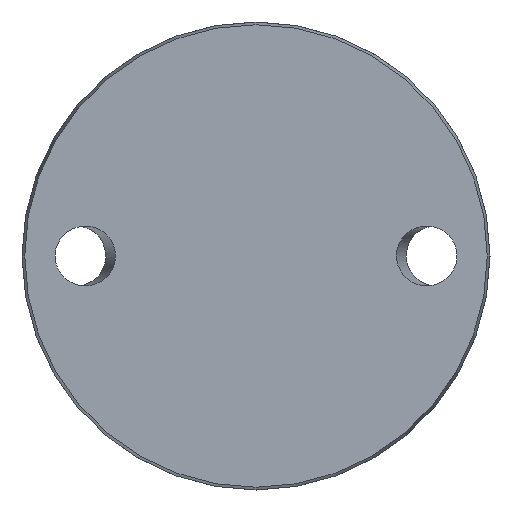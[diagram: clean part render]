
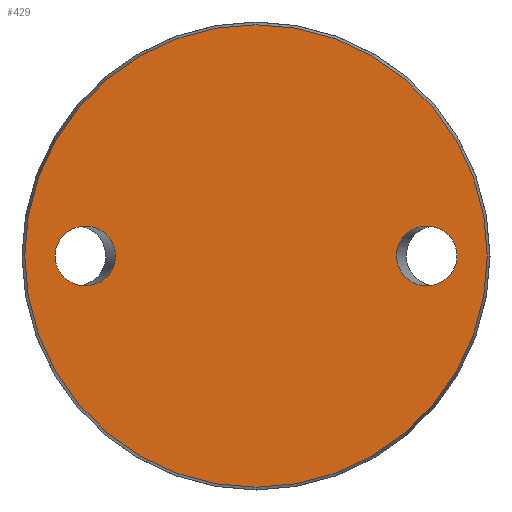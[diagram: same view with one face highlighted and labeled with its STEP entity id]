
A CAD part, front view. The second image highlights one B-rep face of the part: STEP entity #429.
In plain terms, the highlighted planar face has unit normal (0, -1, 0).
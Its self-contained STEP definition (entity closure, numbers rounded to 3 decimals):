
#69 = FACE_OUTER_BOUND ( 'NONE', #145, .T. ) ;
#76 = CARTESIAN_POINT ( 'NONE',  ( -42.087, 0., 0. ) ) ;
#81 = CARTESIAN_POINT ( 'NONE',  ( 0., 0., 0. ) ) ;
#85 = CARTESIAN_POINT ( 'NONE',  ( -29.413, 0., -12.5 ) ) ;
#118 = CARTESIAN_POINT ( 'NONE',  ( 29.413, 0., -12.5 ) ) ;
#141 = ORIENTED_EDGE ( 'NONE', *, *, #515, .T. ) ;
#145 = EDGE_LOOP ( 'NONE', ( #203 ) ) ;
#155 = DIRECTION ( 'NONE',  ( 0., 0., -1. ) ) ;
#159 = CARTESIAN_POINT ( 'NONE',  ( -42.087, 0., 12.5 ) ) ;
#163 = DIRECTION ( 'NONE',  ( 0., 0., 1. ) ) ;
#180 = CARTESIAN_POINT ( 'NONE',  ( 29.413, 0., 0. ) ) ;
#189 = CARTESIAN_POINT ( 'NONE',  ( 29.413, 0., 0. ) ) ;
#203 = ORIENTED_EDGE ( 'NONE', *, *, #501, .T. ) ;
#217 = CARTESIAN_POINT ( 'NONE',  ( -42.087, 0., 0. ) ) ;
#236 = CARTESIAN_POINT ( 'NONE',  ( -29.413, 0., 12.5 ) ) ;
#246 =( BOUNDED_CURVE ( )  B_SPLINE_CURVE ( 3, ( #189, #118, #399, #544, #642, #247, #180 ),
 .UNSPECIFIED., .T., .T. ) 
 B_SPLINE_CURVE_WITH_KNOTS ( ( 4, 3, 4 ),
 ( 0., 3.142, 6.283 ),
 .UNSPECIFIED. ) 
 CURVE ( )  GEOMETRIC_REPRESENTATION_ITEM ( )  RATIONAL_B_SPLINE_CURVE ( ( 1., 0.333, 0.333, 1., 0.333, 0.333, 1. ) ) 
 REPRESENTATION_ITEM ( '' )  );
#247 = CARTESIAN_POINT ( 'NONE',  ( 29.413, 0., 12.5 ) ) ;
#344 = VERTEX_POINT ( 'NONE', #508 ) ;
#358 = CARTESIAN_POINT ( 'NONE',  ( 0., 0., -48.425 ) ) ;
#367 = CARTESIAN_POINT ( 'NONE',  ( -29.413, 0., 0. ) ) ;
#371 = DIRECTION ( 'NONE',  ( 0., 1., 0. ) ) ;
#378 = FACE_BOUND ( 'NONE', #931, .T. ) ;
#385 = PLANE ( 'NONE',  #587 ) ;
#399 = CARTESIAN_POINT ( 'NONE',  ( 42.087, 0., -12.5 ) ) ;
#429 = ADVANCED_FACE ( 'NONE', ( #378, #774, #69 ), #385, .F. ) ;
#501 = EDGE_CURVE ( 'NONE', #726, #726, #841, .T. ) ;
#508 = CARTESIAN_POINT ( 'NONE',  ( 29.413, 0., 0. ) ) ;
#515 = EDGE_CURVE ( 'NONE', #804, #804, #825, .T. ) ;
#544 = CARTESIAN_POINT ( 'NONE',  ( 42.087, 0., 0. ) ) ;
#572 = CARTESIAN_POINT ( 'NONE',  ( -42.087, 0., 0. ) ) ;
#587 = AXIS2_PLACEMENT_3D ( 'NONE', #691, #371, #163 ) ;
#619 = CARTESIAN_POINT ( 'NONE',  ( -42.087, 0., -12.5 ) ) ;
#638 = ORIENTED_EDGE ( 'NONE', *, *, #653, .F. ) ;
#642 = CARTESIAN_POINT ( 'NONE',  ( 42.087, 0., 12.5 ) ) ;
#653 = EDGE_CURVE ( 'NONE', #344, #344, #246, .T. ) ;
#691 = CARTESIAN_POINT ( 'NONE',  ( -48.425, 0., 0. ) ) ;
#726 = VERTEX_POINT ( 'NONE', #358 ) ;
#774 = FACE_BOUND ( 'NONE', #866, .T. ) ;
#804 = VERTEX_POINT ( 'NONE', #572 ) ;
#825 =( BOUNDED_CURVE ( )  B_SPLINE_CURVE ( 3, ( #76, #159, #236, #367, #85, #619, #217 ),
 .UNSPECIFIED., .T., .T. ) 
 B_SPLINE_CURVE_WITH_KNOTS ( ( 4, 3, 4 ),
 ( 0., 3.142, 6.283 ),
 .UNSPECIFIED. ) 
 CURVE ( )  GEOMETRIC_REPRESENTATION_ITEM ( )  RATIONAL_B_SPLINE_CURVE ( ( 1., 0.333, 0.333, 1., 0.333, 0.333, 1. ) ) 
 REPRESENTATION_ITEM ( '' )  );
#834 = DIRECTION ( 'NONE',  ( 0., -1., 0. ) ) ;
#841 = CIRCLE ( 'NONE', #890, 48.425 ) ;
#866 = EDGE_LOOP ( 'NONE', ( #638 ) ) ;
#890 = AXIS2_PLACEMENT_3D ( 'NONE', #81, #834, #155 ) ;
#931 = EDGE_LOOP ( 'NONE', ( #141 ) ) ;
